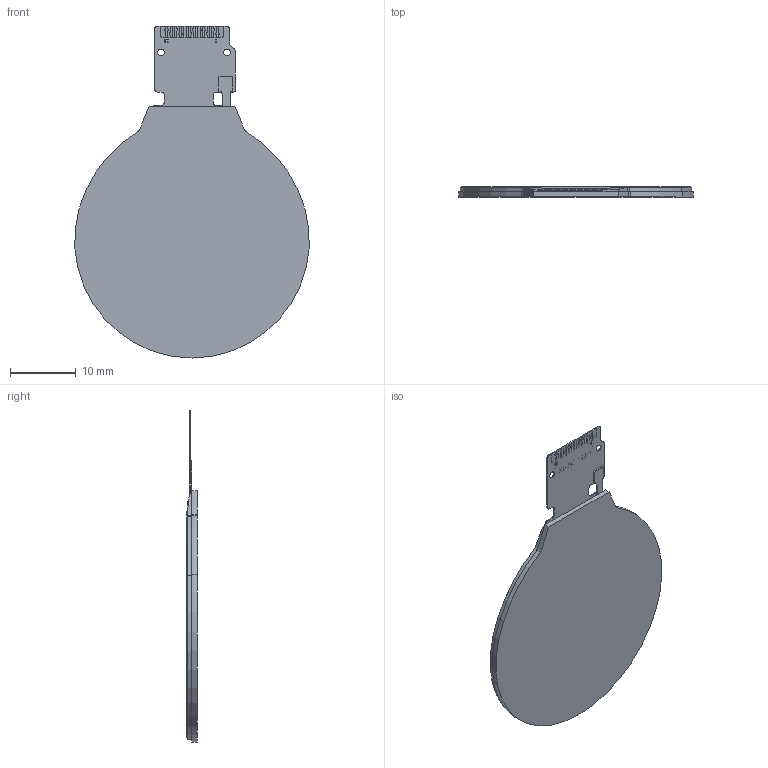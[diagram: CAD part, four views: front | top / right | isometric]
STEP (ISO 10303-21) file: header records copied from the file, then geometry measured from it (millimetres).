
FILE_DESCRIPTION (( 'STEP AP214' ), '1' );
FILE_NAME ('LCD_ER-TFT1.28-1.STEP', '2024-05-27T08:26:48', ( '' ), ( '' ), 'SwSTEP 2.0', 'SolidWorks 2024', '' );
FILE_SCHEMA (( 'AUTOMOTIVE_DESIGN' ));
Length unit declared in the file: millimetre
Products named in the file (1): LCD_ER-TFT1.28-1
Bounding box: 35.53 x 1.55 x 50.34 mm (x, y, z)
Volume: 1610.6 mm3; surface area: 6549.8 mm2
Topology: 5 solids, 5 shells, 448 faces, 1354 edges, 938 vertices
Faces by surface type: plane 297, bspline 119, cylinder 32
Entity records: 25245 total; most frequent: CARTESIAN_POINT 8700, ORIENTED_EDGE 2708, DIRECTION 1894, EDGE_CURVE 1354, VECTOR 998, LINE 998, VERTEX_POINT 938, EDGE_LOOP 474
